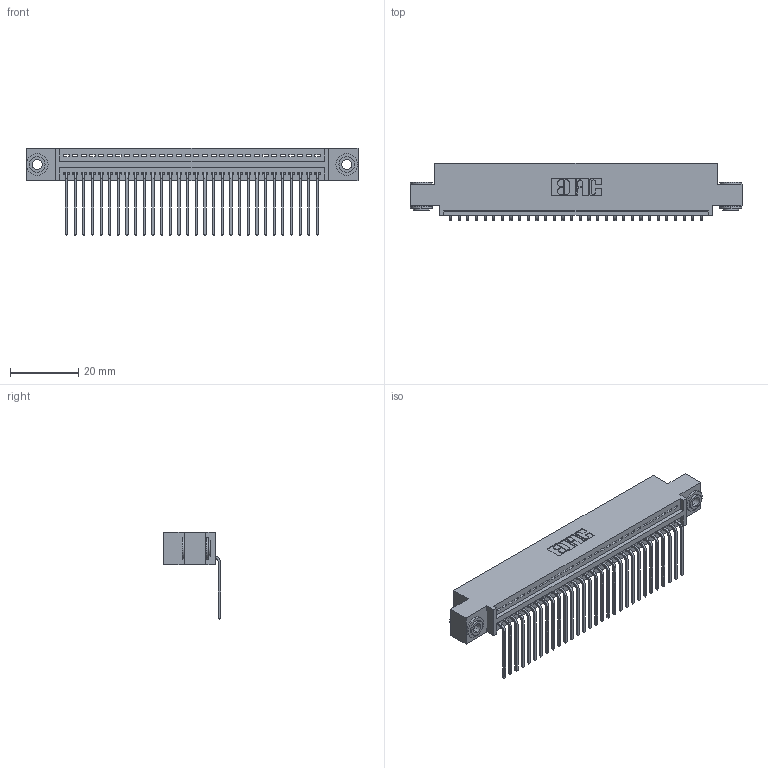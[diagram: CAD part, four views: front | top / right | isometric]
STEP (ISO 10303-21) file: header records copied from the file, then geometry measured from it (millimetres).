
FILE_DESCRIPTION (( 'STEP AP203' ), '1' );
FILE_NAME ('345-030-559-403.STEP', '2018-08-23T08:17:19', ( '' ), ( '' ), 'SwSTEP 2.0', 'SolidWorks 2016', '' );
FILE_SCHEMA (( 'CONFIG_CONTROL_DESIGN' ));
Length unit declared in the file: inch
Products named in the file (4): 345-250-002_345-250-002-102; 345-030-559-403; 345 Part_0.110 Offset - 0.156 Dia-TH; 345-292-001_558 559 Tail - 1
Assembly tree (33 placements, depth 2):
  345-030-559-403
    345 Part_0.110 Offset - 0.156 Dia-TH
    345-292-001_558 559 Tail - 1  x30
    345-250-002_345-250-002-102  x2
Bounding box: 97.41 x 16.75 x 25.53 mm (x, y, z)
Volume: 9199.7 mm3; surface area: 12946.2 mm2
Topology: 33 solids, 33 shells, 1968 faces, 5889 edges, 3882 vertices
Faces by surface type: plane 1354, cylinder 606, cone 8
Entity records: 25060 total; most frequent: CARTESIAN_POINT 4321, ORIENTED_EDGE 4278, DIRECTION 3821, EDGE_CURVE 2139, LINE 1863, VECTOR 1863, VERTEX_POINT 1422, AXIS2_PLACEMENT_3D 979
